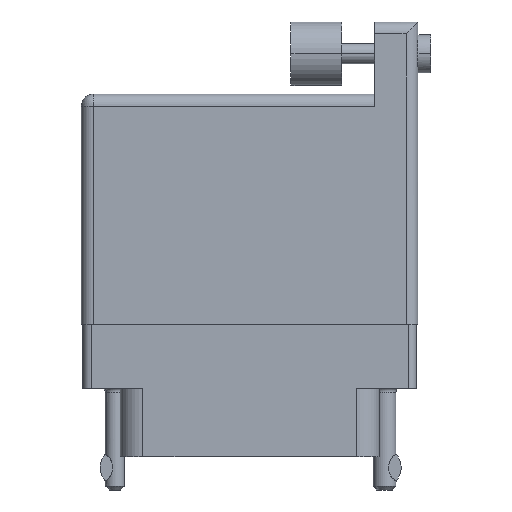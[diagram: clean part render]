
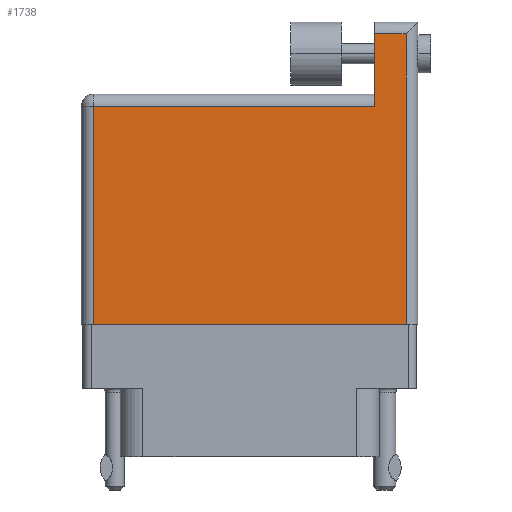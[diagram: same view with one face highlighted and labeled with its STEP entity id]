
A CAD part, front view. The second image highlights one B-rep face of the part: STEP entity #1738.
In plain terms, the highlighted face is planar.
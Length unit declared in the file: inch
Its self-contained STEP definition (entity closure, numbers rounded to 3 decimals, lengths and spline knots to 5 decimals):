
#1391 = LINE ( 'NONE', #26127, #24143 ) ;
#1438 = VECTOR ( 'NONE', #6504, 39.37008 ) ;
#1718 = DIRECTION ( 'NONE',  ( 0., -1., 0. ) ) ;
#1738 = ADVANCED_FACE ( 'NONE', ( #3762 ), #4956, .F. ) ;
#2205 = VECTOR ( 'NONE', #5268, 39.37008 ) ;
#2921 = EDGE_CURVE ( 'NONE', #24741, #10666, #1391, .T. ) ;
#3762 = FACE_OUTER_BOUND ( 'NONE', #11160, .T. ) ;
#3883 = VECTOR ( 'NONE', #4646, 39.37008 ) ;
#4646 = DIRECTION ( 'NONE',  ( -1., 0., 0. ) ) ;
#4738 = DIRECTION ( 'NONE',  ( 0., -1., 0. ) ) ;
#4956 = PLANE ( 'NONE',  #15390 ) ;
#5268 = DIRECTION ( 'NONE',  ( 0., 1., 0. ) ) ;
#5426 = ORIENTED_EDGE ( 'NONE', *, *, #2921, .T. ) ;
#5570 = EDGE_CURVE ( 'NONE', #10666, #32406, #9426, .T. ) ;
#6128 = CARTESIAN_POINT ( 'NONE',  ( 0.047, 0.859, 0. ) ) ;
#6350 = CARTESIAN_POINT ( 'NONE',  ( 1.278, 0., 0. ) ) ;
#6504 = DIRECTION ( 'NONE',  ( 1., 0., 0. ) ) ;
#8113 = LINE ( 'NONE', #9243, #1438 ) ;
#8256 = EDGE_CURVE ( 'NONE', #32406, #28999, #8113, .T. ) ;
#8522 = EDGE_CURVE ( 'NONE', #28999, #17849, #9676, .T. ) ;
#9243 = CARTESIAN_POINT ( 'NONE',  ( 0., 0., 0. ) ) ;
#9426 = LINE ( 'NONE', #22080, #28266 ) ;
#9676 = LINE ( 'NONE', #15152, #2205 ) ;
#10001 = CARTESIAN_POINT ( 'NONE',  ( 0., 0.906, 0. ) ) ;
#10666 = VERTEX_POINT ( 'NONE', #6128 ) ;
#11064 = ORIENTED_EDGE ( 'NONE', *, *, #18232, .T. ) ;
#11160 = EDGE_LOOP ( 'NONE', ( #24612, #21045, #15001, #11064, #5426, #11635 ) ) ;
#11635 = ORIENTED_EDGE ( 'NONE', *, *, #5570, .T. ) ;
#12645 = CARTESIAN_POINT ( 'NONE',  ( 1.155, 0.859, 0. ) ) ;
#15001 = ORIENTED_EDGE ( 'NONE', *, *, #20676, .T. ) ;
#15053 = DIRECTION ( 'NONE',  ( -1., 0., 0. ) ) ;
#15152 = CARTESIAN_POINT ( 'NONE',  ( 1.278, 1.19, 0. ) ) ;
#15390 = AXIS2_PLACEMENT_3D ( 'NONE', #10001, #30118, #15053 ) ;
#15775 = DIRECTION ( 'NONE',  ( -1., 0., 0. ) ) ;
#16232 = CARTESIAN_POINT ( 'NONE',  ( 1.155, 1.143, 0. ) ) ;
#17280 = VECTOR ( 'NONE', #1718, 39.37008 ) ;
#17849 = VERTEX_POINT ( 'NONE', #20129 ) ;
#18232 = EDGE_CURVE ( 'NONE', #19947, #24741, #27509, .T. ) ;
#18776 = CARTESIAN_POINT ( 'NONE',  ( 0.047, 0., 0. ) ) ;
#19947 = VERTEX_POINT ( 'NONE', #16232 ) ;
#20129 = CARTESIAN_POINT ( 'NONE',  ( 1.278, 1.143, 0. ) ) ;
#20676 = EDGE_CURVE ( 'NONE', #17849, #19947, #24686, .T. ) ;
#21045 = ORIENTED_EDGE ( 'NONE', *, *, #8522, .T. ) ;
#22080 = CARTESIAN_POINT ( 'NONE',  ( 0.047, 0., 0. ) ) ;
#24143 = VECTOR ( 'NONE', #15775, 39.37008 ) ;
#24612 = ORIENTED_EDGE ( 'NONE', *, *, #8256, .T. ) ;
#24686 = LINE ( 'NONE', #27492, #3883 ) ;
#24741 = VERTEX_POINT ( 'NONE', #12645 ) ;
#26127 = CARTESIAN_POINT ( 'NONE',  ( 0., 0.859, 0. ) ) ;
#27492 = CARTESIAN_POINT ( 'NONE',  ( 1.155, 1.143, 0. ) ) ;
#27509 = LINE ( 'NONE', #29278, #17280 ) ;
#28266 = VECTOR ( 'NONE', #4738, 39.37008 ) ;
#28999 = VERTEX_POINT ( 'NONE', #6350 ) ;
#29278 = CARTESIAN_POINT ( 'NONE',  ( 1.155, 1.19, 0. ) ) ;
#30118 = DIRECTION ( 'NONE',  ( 0., 0., -1. ) ) ;
#32406 = VERTEX_POINT ( 'NONE', #18776 ) ;
